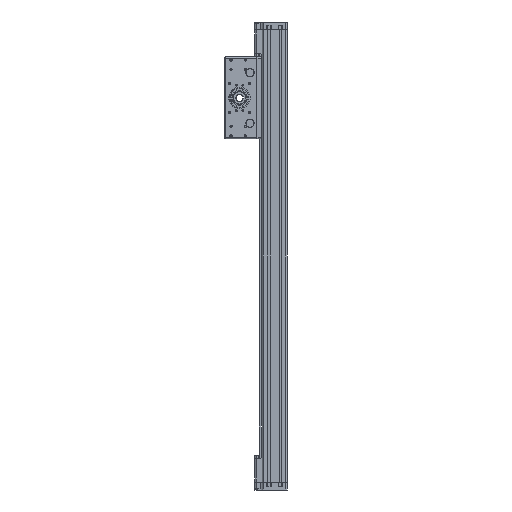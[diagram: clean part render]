
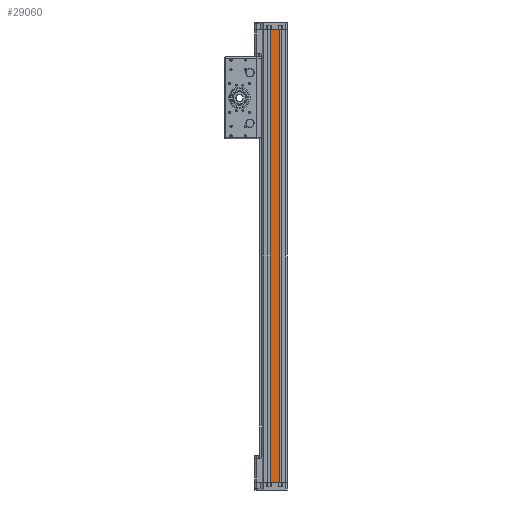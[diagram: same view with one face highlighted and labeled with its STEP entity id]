
A CAD part, left-side view. The second image highlights one B-rep face of the part: STEP entity #29060.
In plain terms, the highlighted planar face has unit normal (-1, 0, 0).
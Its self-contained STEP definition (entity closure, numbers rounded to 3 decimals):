
#845 = VECTOR ( 'NONE', #20564, 1000. ) ;
#1518 = VERTEX_POINT ( 'NONE', #33065 ) ;
#2706 = EDGE_CURVE ( 'NONE', #1518, #8650, #17686, .T. ) ;
#3547 = DIRECTION ( 'NONE',  ( 0., 0., -1. ) ) ;
#4642 = VECTOR ( 'NONE', #26985, 1000. ) ;
#5001 = DIRECTION ( 'NONE',  ( 1., 0., 0. ) ) ;
#7505 = DIRECTION ( 'NONE',  ( 0., 1., 0. ) ) ;
#8049 = CARTESIAN_POINT ( 'NONE',  ( -40., 13.9, 3500. ) ) ;
#8650 = VERTEX_POINT ( 'NONE', #12990 ) ;
#9711 = AXIS2_PLACEMENT_3D ( 'NONE', #12913, #5001, #7505 ) ;
#10004 = CARTESIAN_POINT ( 'NONE',  ( -40., 40., -715. ) ) ;
#12913 = CARTESIAN_POINT ( 'NONE',  ( -40., 13.9, 3500. ) ) ;
#12965 = ORIENTED_EDGE ( 'NONE', *, *, #27619, .T. ) ;
#12990 = CARTESIAN_POINT ( 'NONE',  ( -40., -13.9, -715. ) ) ;
#14035 = VECTOR ( 'NONE', #29139, 1000. ) ;
#17686 = LINE ( 'NONE', #33583, #30856 ) ;
#18228 = VERTEX_POINT ( 'NONE', #30094 ) ;
#18238 = CARTESIAN_POINT ( 'NONE',  ( -40., 40., 715. ) ) ;
#18792 = FACE_OUTER_BOUND ( 'NONE', #29234, .T. ) ;
#19374 = ORIENTED_EDGE ( 'NONE', *, *, #30463, .F. ) ;
#20564 = DIRECTION ( 'NONE',  ( 0., 1., 0. ) ) ;
#21439 = LINE ( 'NONE', #18238, #14035 ) ;
#21479 = LINE ( 'NONE', #8049, #4642 ) ;
#23791 = PLANE ( 'NONE',  #9711 ) ;
#25895 = ORIENTED_EDGE ( 'NONE', *, *, #2706, .F. ) ;
#26985 = DIRECTION ( 'NONE',  ( 0., 0., -1. ) ) ;
#27619 = EDGE_CURVE ( 'NONE', #34199, #18228, #21479, .T. ) ;
#27782 = ORIENTED_EDGE ( 'NONE', *, *, #30226, .F. ) ;
#29060 = ADVANCED_FACE ( 'NONE', ( #18792 ), #23791, .F. ) ;
#29139 = DIRECTION ( 'NONE',  ( 0., -1., 0. ) ) ;
#29234 = EDGE_LOOP ( 'NONE', ( #19374, #12965, #27782, #25895 ) ) ;
#30094 = CARTESIAN_POINT ( 'NONE',  ( -40., 13.9, -715. ) ) ;
#30226 = EDGE_CURVE ( 'NONE', #8650, #18228, #33940, .T. ) ;
#30463 = EDGE_CURVE ( 'NONE', #34199, #1518, #21439, .T. ) ;
#30856 = VECTOR ( 'NONE', #3547, 1000. ) ;
#33065 = CARTESIAN_POINT ( 'NONE',  ( -40., -13.9, 715. ) ) ;
#33583 = CARTESIAN_POINT ( 'NONE',  ( -40., -13.9, 3500. ) ) ;
#33940 = LINE ( 'NONE', #10004, #845 ) ;
#34199 = VERTEX_POINT ( 'NONE', #35122 ) ;
#35122 = CARTESIAN_POINT ( 'NONE',  ( -40., 13.9, 715. ) ) ;
